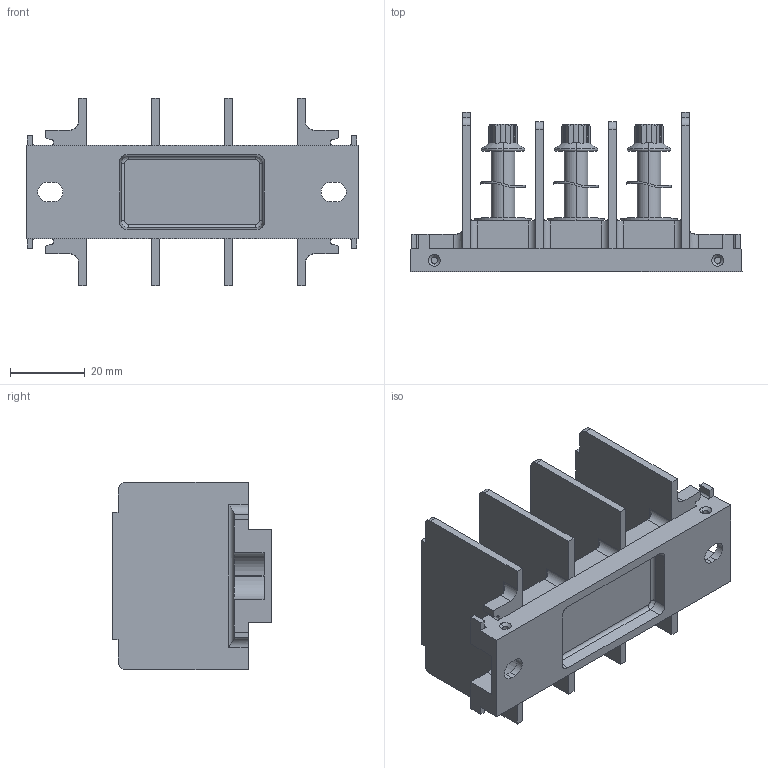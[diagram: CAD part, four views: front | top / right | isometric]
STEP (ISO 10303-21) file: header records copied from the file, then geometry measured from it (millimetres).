
FILE_DESCRIPTION((''),'2;1');
FILE_NAME('32405039004','2020-08-27T',('presta_be4'),(''),'CREO PARAMETRIC BY PTC INC, 2018360','CREO PARAMETRIC BY PTC INC, 2018360','');
FILE_SCHEMA(('CONFIG_CONTROL_DESIGN'));
Length unit declared in the file: millimetre
Products named in the file (1): 32405039004
Bounding box: 88.7 x 42.5 x 50 mm (x, y, z)
Volume: 36623.6 mm3; surface area: 24496.5 mm2
Topology: 4 solids, 4 shells, 375 faces, 1034 edges, 676 vertices
Faces by surface type: plane 195, cylinder 128, cone 42, torus 6, bspline 4
Entity records: 13740 total; most frequent: CARTESIAN_POINT 4415, ORIENTED_EDGE 2060, DIRECTION 1770, EDGE_CURVE 1030, VERTEX_POINT 676, AXIS2_PLACEMENT_3D 605, VECTOR 560, LINE 560
